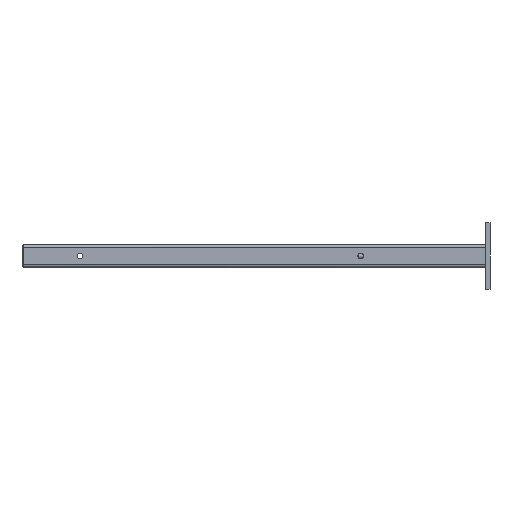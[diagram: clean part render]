
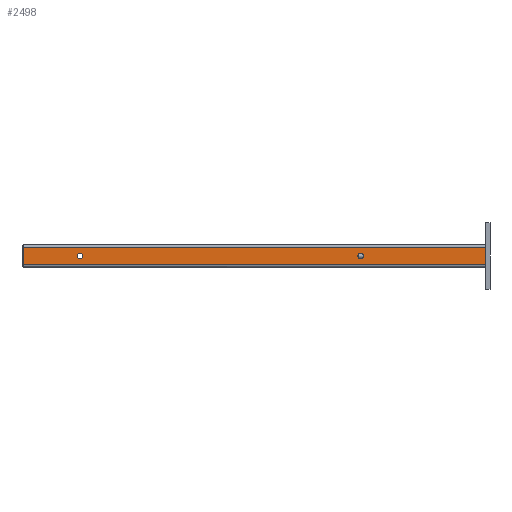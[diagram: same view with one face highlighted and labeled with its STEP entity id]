
A CAD part, left-side view. The second image highlights one B-rep face of the part: STEP entity #2498.
In plain terms, the highlighted planar face has unit normal (-1, 0, 0).
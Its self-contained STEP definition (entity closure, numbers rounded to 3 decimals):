
#22 = EDGE_CURVE ( 'NONE', #427, #6658, #1964, .T. ) ;
#27 = DIRECTION ( 'NONE',  ( 0., 0., 1. ) ) ;
#80 = DIRECTION ( 'NONE',  ( 1., 0., 0. ) ) ;
#256 = DIRECTION ( 'NONE',  ( 0., -1., 0. ) ) ;
#377 = CIRCLE ( 'NONE', #2193, 6.5 ) ;
#379 = CARTESIAN_POINT ( 'NONE',  ( -15., 1040., 19.8 ) ) ;
#404 = VERTEX_POINT ( 'NONE', #4827 ) ;
#418 = EDGE_LOOP ( 'NONE', ( #4859, #1961 ) ) ;
#427 = VERTEX_POINT ( 'NONE', #6572 ) ;
#592 = FACE_BOUND ( 'NONE', #3722, .T. ) ;
#672 = CARTESIAN_POINT ( 'NONE',  ( -15., 280., 0. ) ) ;
#997 = VERTEX_POINT ( 'NONE', #2946 ) ;
#1119 = LINE ( 'NONE', #379, #3067 ) ;
#1261 = CARTESIAN_POINT ( 'NONE',  ( -15., 1025., 19.8 ) ) ;
#1271 = AXIS2_PLACEMENT_3D ( 'NONE', #1717, #2315, #3837 ) ;
#1272 = VERTEX_POINT ( 'NONE', #4361 ) ;
#1300 = ORIENTED_EDGE ( 'NONE', *, *, #4305, .F. ) ;
#1650 = EDGE_CURVE ( 'NONE', #6658, #427, #4290, .T. ) ;
#1689 = EDGE_CURVE ( 'NONE', #5712, #5380, #4705, .T. ) ;
#1717 = CARTESIAN_POINT ( 'NONE',  ( -15., 910., 0. ) ) ;
#1766 = PLANE ( 'NONE',  #5496 ) ;
#1938 = DIRECTION ( 'NONE',  ( -1., 0., 0. ) ) ;
#1961 = ORIENTED_EDGE ( 'NONE', *, *, #1650, .F. ) ;
#1964 = CIRCLE ( 'NONE', #5865, 6.5 ) ;
#2044 = EDGE_CURVE ( 'NONE', #404, #1272, #2619, .T. ) ;
#2067 = CARTESIAN_POINT ( 'NONE',  ( -15., 0., -19.8 ) ) ;
#2193 = AXIS2_PLACEMENT_3D ( 'NONE', #4024, #1938, #2499 ) ;
#2228 = DIRECTION ( 'NONE',  ( 0., 0., -1. ) ) ;
#2315 = DIRECTION ( 'NONE',  ( -1., 0., 0. ) ) ;
#2330 = DIRECTION ( 'NONE',  ( 0., 0., 1. ) ) ;
#2357 = FACE_OUTER_BOUND ( 'NONE', #3120, .T. ) ;
#2438 = CARTESIAN_POINT ( 'NONE',  ( -15., 1040., -19.8 ) ) ;
#2498 = ADVANCED_FACE ( 'NONE', ( #5001, #592, #2357 ), #1766, .F. ) ;
#2499 = DIRECTION ( 'NONE',  ( 0., 0., 1. ) ) ;
#2619 = CIRCLE ( 'NONE', #4738, 6.5 ) ;
#2716 = VERTEX_POINT ( 'NONE', #5309 ) ;
#2838 = VECTOR ( 'NONE', #256, 1000. ) ;
#2946 = CARTESIAN_POINT ( 'NONE',  ( -15., 1040., 19.8 ) ) ;
#3007 = EDGE_CURVE ( 'NONE', #997, #2716, #6685, .T. ) ;
#3067 = VECTOR ( 'NONE', #27, 1000. ) ;
#3120 = EDGE_LOOP ( 'NONE', ( #3594, #3391, #3322, #6199 ) ) ;
#3322 = ORIENTED_EDGE ( 'NONE', *, *, #5845, .T. ) ;
#3351 = CARTESIAN_POINT ( 'NONE',  ( -15., 910., 0. ) ) ;
#3391 = ORIENTED_EDGE ( 'NONE', *, *, #1689, .T. ) ;
#3594 = ORIENTED_EDGE ( 'NONE', *, *, #3705, .F. ) ;
#3705 = EDGE_CURVE ( 'NONE', #5712, #997, #1119, .T. ) ;
#3722 = EDGE_LOOP ( 'NONE', ( #1300, #5486 ) ) ;
#3837 = DIRECTION ( 'NONE',  ( 0., 0., 1. ) ) ;
#4024 = CARTESIAN_POINT ( 'NONE',  ( -15., 280., 0. ) ) ;
#4290 = CIRCLE ( 'NONE', #1271, 6.5 ) ;
#4305 = EDGE_CURVE ( 'NONE', #1272, #404, #377, .T. ) ;
#4361 = CARTESIAN_POINT ( 'NONE',  ( -15., 280., 6.5 ) ) ;
#4501 = CARTESIAN_POINT ( 'NONE',  ( -15., 1025., 19.8 ) ) ;
#4594 = DIRECTION ( 'NONE',  ( 0., -1., 0. ) ) ;
#4705 = LINE ( 'NONE', #6708, #5384 ) ;
#4738 = AXIS2_PLACEMENT_3D ( 'NONE', #672, #6512, #6048 ) ;
#4827 = CARTESIAN_POINT ( 'NONE',  ( -15., 280., -6.5 ) ) ;
#4859 = ORIENTED_EDGE ( 'NONE', *, *, #22, .F. ) ;
#5001 = FACE_BOUND ( 'NONE', #418, .T. ) ;
#5267 = CARTESIAN_POINT ( 'NONE',  ( -15., 910., -6.5 ) ) ;
#5309 = CARTESIAN_POINT ( 'NONE',  ( -15., 0., 19.8 ) ) ;
#5380 = VERTEX_POINT ( 'NONE', #2067 ) ;
#5384 = VECTOR ( 'NONE', #4594, 1000. ) ;
#5486 = ORIENTED_EDGE ( 'NONE', *, *, #2044, .F. ) ;
#5496 = AXIS2_PLACEMENT_3D ( 'NONE', #1261, #80, #2228 ) ;
#5519 = DIRECTION ( 'NONE',  ( -1., 0., 0. ) ) ;
#5667 = CARTESIAN_POINT ( 'NONE',  ( -15., 0., 19.8 ) ) ;
#5712 = VERTEX_POINT ( 'NONE', #2438 ) ;
#5778 = LINE ( 'NONE', #5667, #6650 ) ;
#5845 = EDGE_CURVE ( 'NONE', #5380, #2716, #5778, .T. ) ;
#5865 = AXIS2_PLACEMENT_3D ( 'NONE', #3351, #5519, #2330 ) ;
#6048 = DIRECTION ( 'NONE',  ( 0., 0., 1. ) ) ;
#6199 = ORIENTED_EDGE ( 'NONE', *, *, #3007, .F. ) ;
#6512 = DIRECTION ( 'NONE',  ( -1., 0., 0. ) ) ;
#6572 = CARTESIAN_POINT ( 'NONE',  ( -15., 910., 6.5 ) ) ;
#6650 = VECTOR ( 'NONE', #6680, 1000. ) ;
#6658 = VERTEX_POINT ( 'NONE', #5267 ) ;
#6680 = DIRECTION ( 'NONE',  ( 0., 0., 1. ) ) ;
#6685 = LINE ( 'NONE', #4501, #2838 ) ;
#6708 = CARTESIAN_POINT ( 'NONE',  ( -15., 1025., -19.8 ) ) ;
